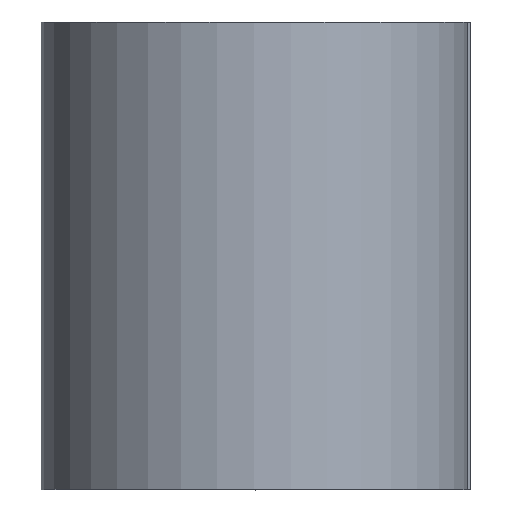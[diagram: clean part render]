
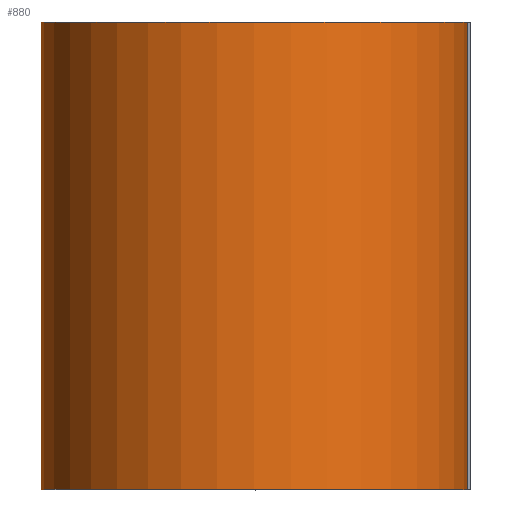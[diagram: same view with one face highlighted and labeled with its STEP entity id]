
A CAD part, top view. The second image highlights one B-rep face of the part: STEP entity #880.
In plain terms, the highlighted cylindrical face has radius 20.524 mm (diameter 41.048 mm), a partial arc.
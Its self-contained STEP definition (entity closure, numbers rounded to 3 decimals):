
#13 = AXIS2_PLACEMENT_3D ( 'NONE', #1214, #1082, #1046 ) ;
#24 = ORIENTED_EDGE ( 'NONE', *, *, #1585, .T. ) ;
#101 = DIRECTION ( 'NONE',  ( 0., -1., 0. ) ) ;
#131 = DIRECTION ( 'NONE',  ( 1., 0., 0. ) ) ;
#160 = VERTEX_POINT ( 'NONE', #1633 ) ;
#161 = DIRECTION ( 'NONE',  ( 0., -1., 0. ) ) ;
#169 = LINE ( 'NONE', #1266, #275 ) ;
#215 = AXIS2_PLACEMENT_3D ( 'NONE', #524, #101, #1087 ) ;
#275 = VECTOR ( 'NONE', #161, 1000. ) ;
#298 = AXIS2_PLACEMENT_3D ( 'NONE', #573, #992, #131 ) ;
#304 = CARTESIAN_POINT ( 'NONE',  ( 20.349, 0., 0. ) ) ;
#313 = ORIENTED_EDGE ( 'NONE', *, *, #1269, .T. ) ;
#347 = EDGE_LOOP ( 'NONE', ( #1396, #1607, #313, #24 ) ) ;
#524 = CARTESIAN_POINT ( 'NONE',  ( -0.175, 45., 0. ) ) ;
#573 = CARTESIAN_POINT ( 'NONE',  ( -0.175, 0., 0. ) ) ;
#596 = CIRCLE ( 'NONE', #13, 20.524 ) ;
#734 = VERTEX_POINT ( 'NONE', #304 ) ;
#739 = CARTESIAN_POINT ( 'NONE',  ( -20.699, 0., 0. ) ) ;
#875 = VERTEX_POINT ( 'NONE', #1065 ) ;
#880 = ADVANCED_FACE ( 'NONE', ( #1339 ), #1361, .T. ) ;
#931 = DIRECTION ( 'NONE',  ( 0., -1., 0. ) ) ;
#939 = EDGE_CURVE ( 'NONE', #875, #734, #1604, .T. ) ;
#992 = DIRECTION ( 'NONE',  ( 0., -1., 0. ) ) ;
#994 = EDGE_CURVE ( 'NONE', #734, #1142, #1573, .T. ) ;
#1046 = DIRECTION ( 'NONE',  ( 1., 0., 0. ) ) ;
#1065 = CARTESIAN_POINT ( 'NONE',  ( 20.349, 45., 0. ) ) ;
#1082 = DIRECTION ( 'NONE',  ( 0., -1., 0. ) ) ;
#1087 = DIRECTION ( 'NONE',  ( 0., 0., -1. ) ) ;
#1142 = VERTEX_POINT ( 'NONE', #739 ) ;
#1214 = CARTESIAN_POINT ( 'NONE',  ( -0.175, 45., 0. ) ) ;
#1266 = CARTESIAN_POINT ( 'NONE',  ( -20.699, 45., 0. ) ) ;
#1269 = EDGE_CURVE ( 'NONE', #875, #160, #596, .T. ) ;
#1339 = FACE_OUTER_BOUND ( 'NONE', #347, .T. ) ;
#1361 = CYLINDRICAL_SURFACE ( 'NONE', #215, 20.524 ) ;
#1396 = ORIENTED_EDGE ( 'NONE', *, *, #994, .F. ) ;
#1573 = CIRCLE ( 'NONE', #298, 20.524 ) ;
#1585 = EDGE_CURVE ( 'NONE', #160, #1142, #169, .T. ) ;
#1604 = LINE ( 'NONE', #1613, #1634 ) ;
#1607 = ORIENTED_EDGE ( 'NONE', *, *, #939, .F. ) ;
#1613 = CARTESIAN_POINT ( 'NONE',  ( 20.349, 45., 0. ) ) ;
#1633 = CARTESIAN_POINT ( 'NONE',  ( -20.699, 45., 0. ) ) ;
#1634 = VECTOR ( 'NONE', #931, 1000. ) ;
